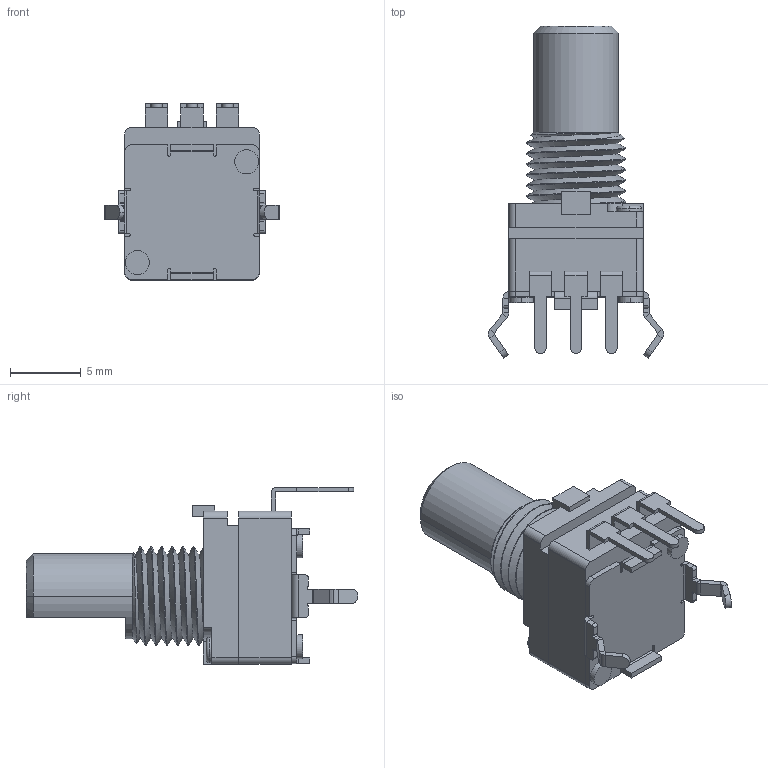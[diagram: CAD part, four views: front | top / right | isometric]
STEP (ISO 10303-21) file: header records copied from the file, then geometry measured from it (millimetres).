
FILE_DESCRIPTION (( 'STEP AP214' ), '1' );
FILE_NAME ('RK0952N(F-R)-N=5.STEP', '2024-10-30T05:20:38', ( '' ), ( '' ), 'SwSTEP 2.0', 'SolidWorks 2022', '' );
FILE_SCHEMA (( 'AUTOMOTIVE_DESIGN' ));
Length unit declared in the file: millimetre
Products named in the file (5): 轴心12.5F-N=5; 支架; 轴套N=5; 电阻片; RK0952N(F-R)-N=5
Assembly tree (4 placements, depth 2):
  RK0952N(F-R)-N=5
    轴套N=5
    支架
    电阻片
    轴心12.5F-N=5
Bounding box: 12.35 x 23.4 x 12.45 mm (x, y, z)
Volume: 931.8 mm3; surface area: 1543.5 mm2
Topology: 4 solids, 4 shells, 265 faces, 672 edges, 422 vertices
Faces by surface type: plane 149, cylinder 100, torus 8, cone 6, bspline 2
Entity records: 8983 total; most frequent: CARTESIAN_POINT 2338, DIRECTION 1371, ORIENTED_EDGE 1344, EDGE_CURVE 672, AXIS2_PLACEMENT_3D 466, VECTOR 439, LINE 439, VERTEX_POINT 422
